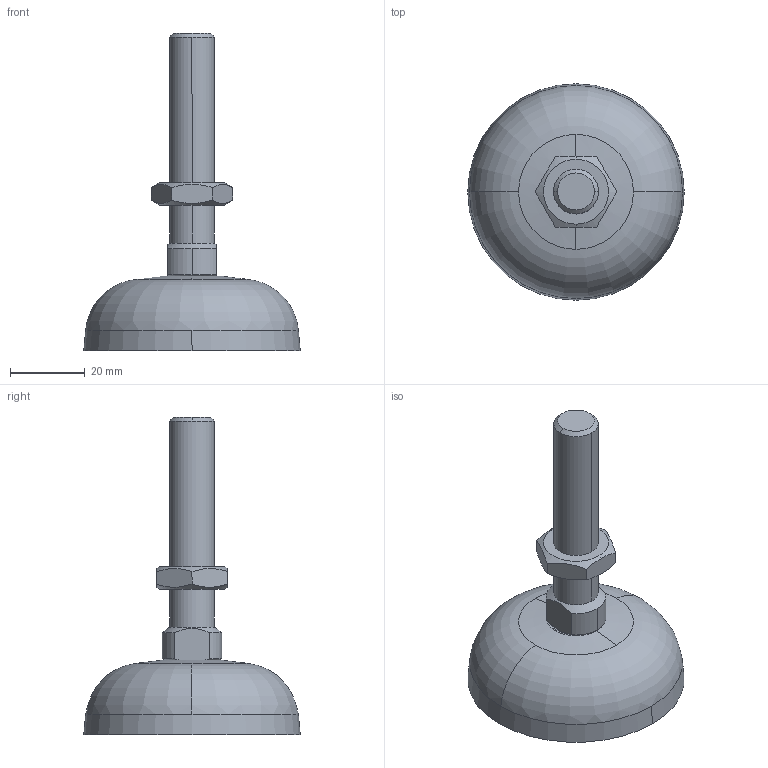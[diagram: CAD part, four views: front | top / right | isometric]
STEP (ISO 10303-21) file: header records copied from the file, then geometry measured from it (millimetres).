
FILE_DESCRIPTION (( 'STEP AP203' ), '1' );
FILE_NAME ('413511893_c_1.STEP', '2023-02-25T04:45:35', ( '' ), ( '' ), 'SwSTEP 2.0', 'SolidWorks 2014', '' );
FILE_SCHEMA (( 'CONFIG_CONTROL_DESIGN' ));
Length unit declared in the file: millimetre
Products named in the file (4): Gewindestange M12x85 f_X_FCr Gelenkfu_X_DF; DIN 439 - M12 x 1,75; 413511893_c_1; Glocke Gelenkfu_X_DF D58
Assembly tree (3 placements, depth 2):
  413511893_c_1
    Glocke Gelenkfu_X_DF D58
    Gewindestange M12x85 f_X_FCr Gelenkfu_X_DF
    DIN 439 - M12 x 1,75
Bounding box: 58 x 58 x 85 mm (x, y, z)
Volume: 26286.7 mm3; surface area: 13049.7 mm2
Topology: 3 solids, 3 shells, 71 faces, 189 edges, 122 vertices
Faces by surface type: plane 25, cone 24, cylinder 9, torus 8, bspline 5
Entity records: 2840 total; most frequent: CARTESIAN_POINT 665, DIRECTION 389, ORIENTED_EDGE 374, EDGE_CURVE 187, AXIS2_PLACEMENT_3D 160, VERTEX_POINT 122, CIRCLE 88, EDGE_LOOP 75
